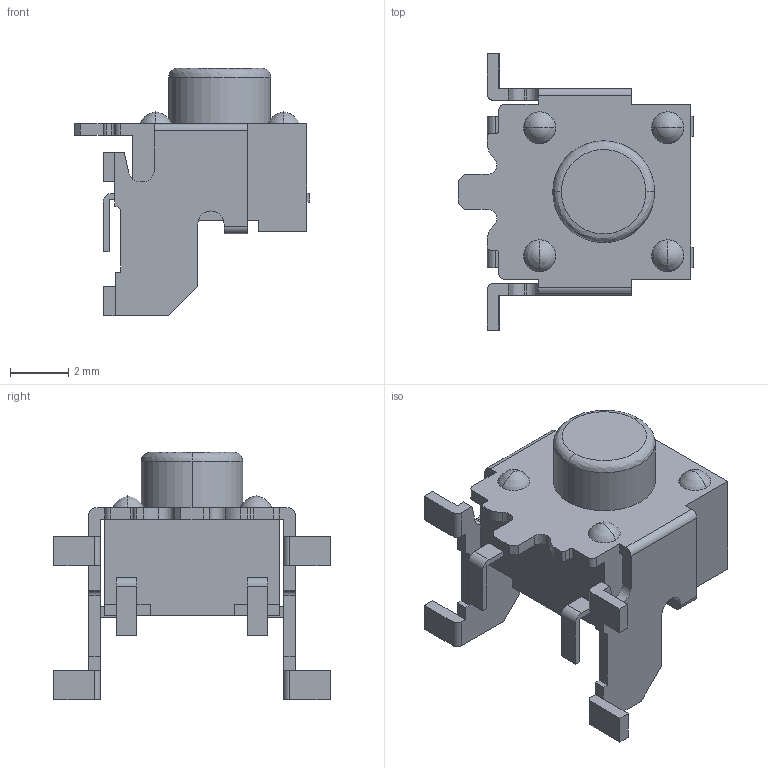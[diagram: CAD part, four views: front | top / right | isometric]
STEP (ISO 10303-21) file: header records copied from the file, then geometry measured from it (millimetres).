
FILE_DESCRIPTION (( 'STEP AP214' ), '1' );
FILE_NAME ('TL3336AF160Q.STEP', '2023-02-10T05:15:21', ( '' ), ( '' ), 'SwSTEP 2.0', 'SolidWorks 2022', '' );
FILE_SCHEMA (( 'AUTOMOTIVE_DESIGN' ));
Length unit declared in the file: millimetre
Products named in the file (1): TL3336AF160Q
Bounding box: 8.1 x 9.5 x 8.5 mm (x, y, z)
Volume: 125.4 mm3; surface area: 462.9 mm2
Topology: 2 solids, 2 shells, 250 faces, 696 edges, 451 vertices
Faces by surface type: plane 161, cylinder 65, bspline 14, torus 8, cone 2
Entity records: 8520 total; most frequent: CARTESIAN_POINT 2074, ORIENTED_EDGE 1376, DIRECTION 1221, EDGE_CURVE 688, VECTOR 505, LINE 505, VERTEX_POINT 451, AXIS2_PLACEMENT_3D 358
